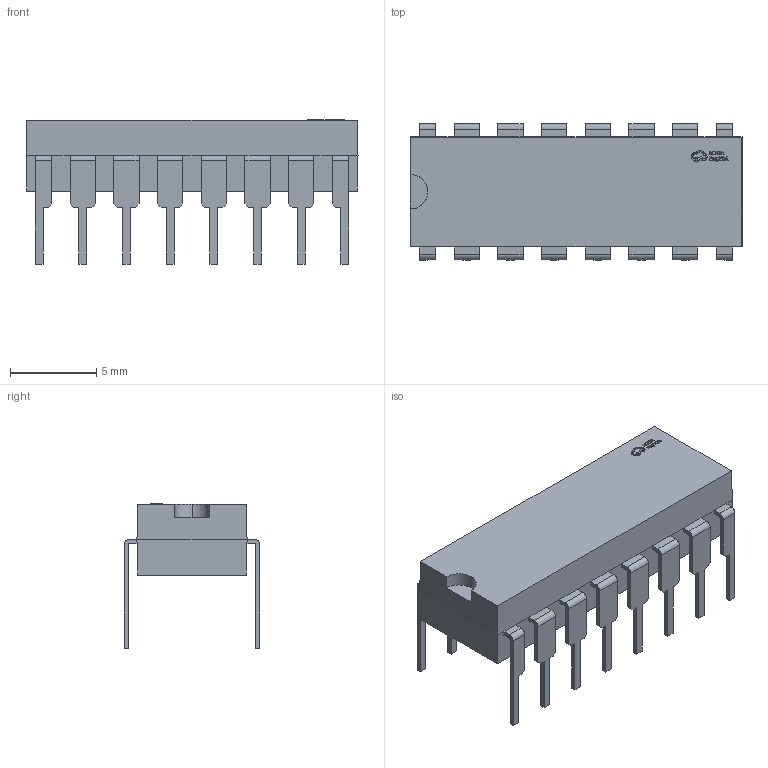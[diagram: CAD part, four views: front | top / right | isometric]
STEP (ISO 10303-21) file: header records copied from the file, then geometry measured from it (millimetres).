
FILE_DESCRIPTION (( 'STEP AP214' ), '1' );
FILE_NAME ('PDIP-16_L19.3-W6.4-P2.54-LS7.9-BL.step', '2022-06-21T14:20:53', ( '' ), ( '' ), 'SwSTEP 2.0', 'SolidWorks 2020', '' );
FILE_SCHEMA (( 'AUTOMOTIVE_DESIGN' ));
Length unit declared in the file: millimetre
Products named in the file (1): PDIP-16_L19.3-W6.4-P2.54-LS7.9-BL
Bounding box: 19.3 x 7.9 x 8.39 mm (x, y, z)
Volume: 529.7 mm3; surface area: 704.9 mm2
Topology: 1 solids, 1 shells, 524 faces, 1452 edges, 956 vertices
Faces by surface type: plane 378, bspline 112, cylinder 34
Entity records: 22879 total; most frequent: CARTESIAN_POINT 5043, ORIENTED_EDGE 2904, DIRECTION 2116, EDGE_CURVE 1452, VECTOR 1154, LINE 1154, VERTEX_POINT 956, EDGE_LOOP 550
